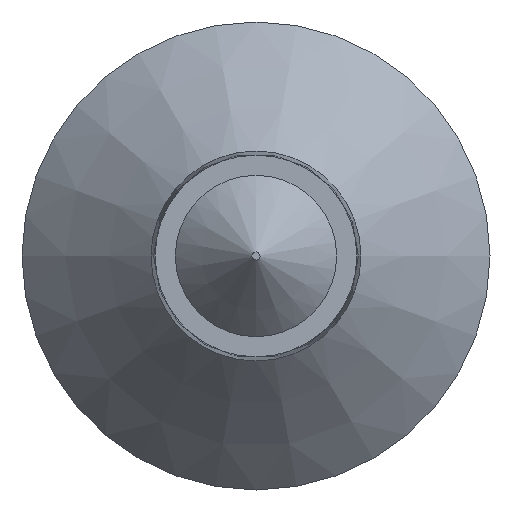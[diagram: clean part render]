
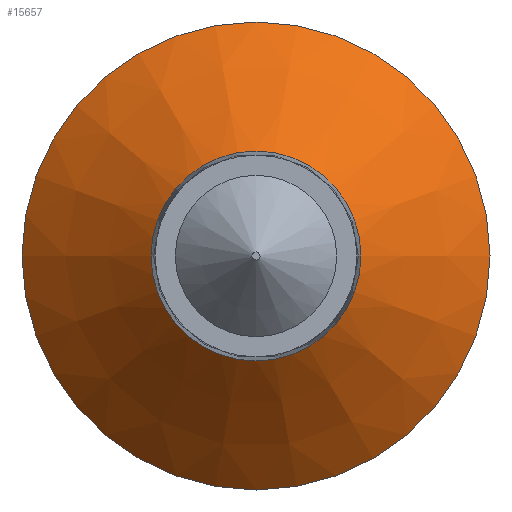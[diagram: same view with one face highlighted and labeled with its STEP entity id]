
A CAD part, front view. The second image highlights one B-rep face of the part: STEP entity #15657.
In plain terms, the highlighted conical face has half-angle 45 degrees and reference radius 2.6 mm.
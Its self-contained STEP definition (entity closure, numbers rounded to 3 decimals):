
#676 = FACE_BOUND ( 'NONE', #5267, .T. ) ;
#1054 = VERTEX_POINT ( 'NONE', #13297 ) ;
#2514 = DIRECTION ( 'NONE',  ( 0., 1., 0. ) ) ;
#3772 = DIRECTION ( 'NONE',  ( 0., 1., 0. ) ) ;
#3785 = FACE_OUTER_BOUND ( 'NONE', #3839, .T. ) ;
#3839 = EDGE_LOOP ( 'NONE', ( #13752 ) ) ;
#4087 = AXIS2_PLACEMENT_3D ( 'NONE', #11158, #2514, #7368 ) ;
#4539 = EDGE_CURVE ( 'NONE', #15541, #15541, #10030, .T. ) ;
#5267 = EDGE_LOOP ( 'NONE', ( #9461 ) ) ;
#7368 = DIRECTION ( 'NONE',  ( -1., 0., 0. ) ) ;
#7638 = CARTESIAN_POINT ( 'NONE',  ( 0., 3.2, 0. ) ) ;
#8485 = AXIS2_PLACEMENT_3D ( 'NONE', #7638, #14906, #8749 ) ;
#8749 = DIRECTION ( 'NONE',  ( -1., 0., 0. ) ) ;
#9168 = CONICAL_SURFACE ( 'NONE', #4087, 2.6, 0.785 ) ;
#9461 = ORIENTED_EDGE ( 'NONE', *, *, #11098, .T. ) ;
#10030 = CIRCLE ( 'NONE', #8485, 5.8 ) ;
#11098 = EDGE_CURVE ( 'NONE', #1054, #1054, #12090, .T. ) ;
#11158 = CARTESIAN_POINT ( 'NONE',  ( 0., 0., 0. ) ) ;
#12090 = CIRCLE ( 'NONE', #12853, 2.6 ) ;
#12853 = AXIS2_PLACEMENT_3D ( 'NONE', #14776, #3772, #13527 ) ;
#13138 = CARTESIAN_POINT ( 'NONE',  ( -5.8, 3.2, 0. ) ) ;
#13297 = CARTESIAN_POINT ( 'NONE',  ( -2.6, 0., 0. ) ) ;
#13527 = DIRECTION ( 'NONE',  ( -1., 0., 0. ) ) ;
#13752 = ORIENTED_EDGE ( 'NONE', *, *, #4539, .F. ) ;
#14776 = CARTESIAN_POINT ( 'NONE',  ( 0., 0., 0. ) ) ;
#14906 = DIRECTION ( 'NONE',  ( 0., 1., 0. ) ) ;
#15541 = VERTEX_POINT ( 'NONE', #13138 ) ;
#15657 = ADVANCED_FACE ( 'NONE', ( #3785, #676 ), #9168, .T. ) ;
